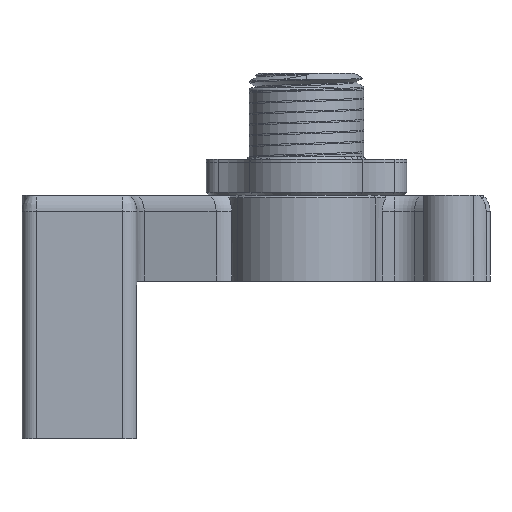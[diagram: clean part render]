
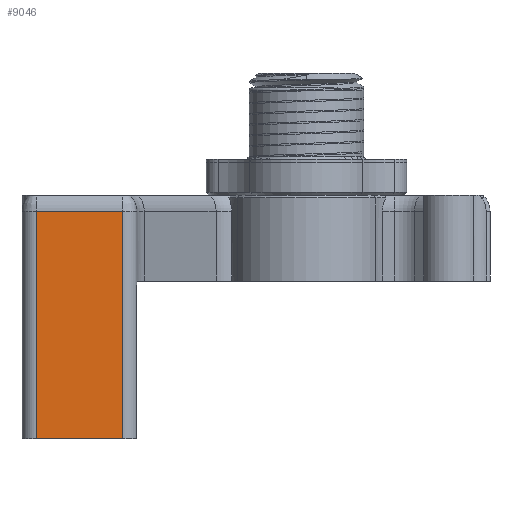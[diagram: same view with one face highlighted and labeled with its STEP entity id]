
A CAD part, front view. The second image highlights one B-rep face of the part: STEP entity #9046.
In plain terms, the highlighted planar face has unit normal (0, -1, 0).
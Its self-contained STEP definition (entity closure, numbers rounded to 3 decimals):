
#948=PLANE('',#9718);
#1048=FACE_OUTER_BOUND('',#1589,.T.);
#1589=EDGE_LOOP('',(#6235,#6236,#6237,#6238));
#2177=LINE('',#13567,#2702);
#2181=LINE('',#13633,#2706);
#2182=LINE('',#13635,#2707);
#2183=LINE('',#13636,#2708);
#2702=VECTOR('',#10871,10.);
#2706=VECTOR('',#10899,10.);
#2707=VECTOR('',#10900,10.);
#2708=VECTOR('',#10901,2.);
#3760=VERTEX_POINT('',#13563);
#3762=VERTEX_POINT('',#13566);
#3773=VERTEX_POINT('',#13632);
#3774=VERTEX_POINT('',#13634);
#4723=EDGE_CURVE('',#3760,#3762,#2177,.T.);
#4737=EDGE_CURVE('',#3773,#3760,#2181,.T.);
#4738=EDGE_CURVE('',#3774,#3773,#2182,.T.);
#4739=EDGE_CURVE('',#3762,#3774,#2183,.T.);
#6235=ORIENTED_EDGE('',*,*,#4723,.F.);
#6236=ORIENTED_EDGE('',*,*,#4737,.F.);
#6237=ORIENTED_EDGE('',*,*,#4738,.F.);
#6238=ORIENTED_EDGE('',*,*,#4739,.F.);
#9046=ADVANCED_FACE('',(#1048),#948,.T.);
#9718=AXIS2_PLACEMENT_3D('',#13631,#10897,#10898);
#10871=DIRECTION('',(1.,0.,0.));
#10897=DIRECTION('center_axis',(0.,-1.,0.));
#10898=DIRECTION('ref_axis',(1.,0.,0.));
#10899=DIRECTION('',(0.,0.,1.));
#10900=DIRECTION('',(-1.,0.,0.));
#10901=DIRECTION('',(0.,0.,-1.));
#13563=CARTESIAN_POINT('',(236.312,326.03,68.757));
#13566=CARTESIAN_POINT('',(248.323,326.03,68.757));
#13567=CARTESIAN_POINT('',(244.492,326.03,68.757));
#13631=CARTESIAN_POINT('Origin',(233.381,326.03,65.));
#13632=CARTESIAN_POINT('',(236.312,326.03,37.));
#13633=CARTESIAN_POINT('',(236.312,326.03,72.));
#13634=CARTESIAN_POINT('',(248.323,326.03,37.));
#13635=CARTESIAN_POINT('',(253.162,326.03,37.));
#13636=CARTESIAN_POINT('',(248.323,326.03,65.));
